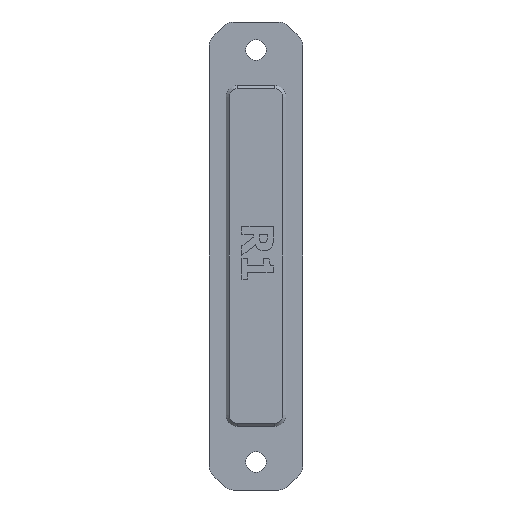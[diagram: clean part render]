
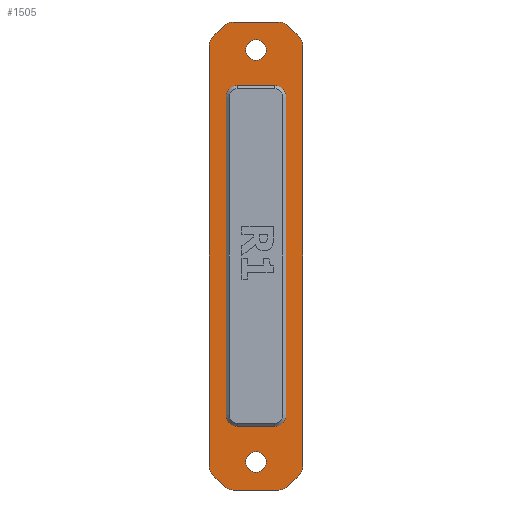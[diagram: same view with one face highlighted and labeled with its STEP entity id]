
A CAD part, front view. The second image highlights one B-rep face of the part: STEP entity #1505.
In plain terms, the highlighted planar face has unit normal (0, -1, 0).
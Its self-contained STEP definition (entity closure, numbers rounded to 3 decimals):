
#61=CIRCLE('',#1617,2.);
#62=CIRCLE('',#1620,2.);
#63=CIRCLE('',#1623,2.);
#64=CIRCLE('',#1626,2.);
#67=CIRCLE('',#1632,2.);
#68=CIRCLE('',#1633,2.);
#69=CIRCLE('',#1634,2.);
#70=CIRCLE('',#1635,2.);
#71=CIRCLE('',#1636,1.8);
#72=CIRCLE('',#1637,1.8);
#73=CIRCLE('',#1638,1.8);
#74=CIRCLE('',#1639,1.8);
#75=CIRCLE('',#1640,1.65);
#76=CIRCLE('',#1641,1.65);
#86=FACE_BOUND('',#290,.T.);
#87=FACE_BOUND('',#291,.T.);
#88=FACE_BOUND('',#292,.T.);
#126=PLANE('',#1631);
#198=FACE_OUTER_BOUND('',#289,.T.);
#289=EDGE_LOOP('',(#1301,#1302,#1303,#1304,#1305,#1306,#1307,#1308,#1309,
#1310,#1311,#1312,#1313,#1314,#1315,#1316));
#290=EDGE_LOOP('',(#1317,#1318,#1319,#1320,#1321,#1322,#1323,#1324));
#291=EDGE_LOOP('',(#1325));
#292=EDGE_LOOP('',(#1326));
#431=LINE('',#2489,#589);
#434=LINE('',#2497,#592);
#437=LINE('',#2505,#595);
#440=LINE('',#2513,#598);
#441=LINE('',#2523,#599);
#442=LINE('',#2527,#600);
#443=LINE('',#2531,#601);
#444=LINE('',#2534,#602);
#445=LINE('',#2537,#603);
#446=LINE('',#2541,#604);
#447=LINE('',#2545,#605);
#448=LINE('',#2549,#606);
#589=VECTOR('',#1912,10.);
#592=VECTOR('',#1921,10.);
#595=VECTOR('',#1930,10.);
#598=VECTOR('',#1939,10.);
#599=VECTOR('',#1950,10.);
#600=VECTOR('',#1953,10.);
#601=VECTOR('',#1956,10.);
#602=VECTOR('',#1959,10.);
#603=VECTOR('',#1960,10.);
#604=VECTOR('',#1963,10.);
#605=VECTOR('',#1966,10.);
#606=VECTOR('',#1969,10.);
#754=VERTEX_POINT('',#2481);
#755=VERTEX_POINT('',#2483);
#756=VERTEX_POINT('',#2487);
#757=VERTEX_POINT('',#2491);
#758=VERTEX_POINT('',#2495);
#759=VERTEX_POINT('',#2499);
#760=VERTEX_POINT('',#2503);
#761=VERTEX_POINT('',#2507);
#762=VERTEX_POINT('',#2511);
#765=VERTEX_POINT('',#2520);
#766=VERTEX_POINT('',#2522);
#767=VERTEX_POINT('',#2524);
#768=VERTEX_POINT('',#2526);
#769=VERTEX_POINT('',#2528);
#770=VERTEX_POINT('',#2530);
#771=VERTEX_POINT('',#2532);
#772=VERTEX_POINT('',#2535);
#773=VERTEX_POINT('',#2536);
#774=VERTEX_POINT('',#2538);
#775=VERTEX_POINT('',#2540);
#776=VERTEX_POINT('',#2542);
#777=VERTEX_POINT('',#2544);
#778=VERTEX_POINT('',#2546);
#779=VERTEX_POINT('',#2548);
#780=VERTEX_POINT('',#2551);
#781=VERTEX_POINT('',#2553);
#937=EDGE_CURVE('',#754,#755,#61,.T.);
#940=EDGE_CURVE('',#756,#754,#431,.T.);
#942=EDGE_CURVE('',#757,#756,#62,.T.);
#944=EDGE_CURVE('',#758,#757,#434,.T.);
#946=EDGE_CURVE('',#759,#758,#63,.T.);
#948=EDGE_CURVE('',#760,#759,#437,.T.);
#950=EDGE_CURVE('',#761,#760,#64,.T.);
#952=EDGE_CURVE('',#762,#761,#440,.T.);
#955=EDGE_CURVE('',#765,#762,#67,.T.);
#956=EDGE_CURVE('',#766,#765,#441,.T.);
#957=EDGE_CURVE('',#767,#766,#68,.T.);
#958=EDGE_CURVE('',#768,#767,#442,.T.);
#959=EDGE_CURVE('',#769,#768,#69,.T.);
#960=EDGE_CURVE('',#770,#769,#443,.T.);
#961=EDGE_CURVE('',#771,#770,#70,.T.);
#962=EDGE_CURVE('',#755,#771,#444,.T.);
#963=EDGE_CURVE('',#772,#773,#445,.T.);
#964=EDGE_CURVE('',#773,#774,#71,.T.);
#965=EDGE_CURVE('',#774,#775,#446,.T.);
#966=EDGE_CURVE('',#775,#776,#72,.T.);
#967=EDGE_CURVE('',#776,#777,#447,.T.);
#968=EDGE_CURVE('',#777,#778,#73,.T.);
#969=EDGE_CURVE('',#778,#779,#448,.T.);
#970=EDGE_CURVE('',#779,#772,#74,.T.);
#971=EDGE_CURVE('',#780,#780,#75,.T.);
#972=EDGE_CURVE('',#781,#781,#76,.T.);
#1301=ORIENTED_EDGE('',*,*,#950,.F.);
#1302=ORIENTED_EDGE('',*,*,#952,.F.);
#1303=ORIENTED_EDGE('',*,*,#955,.F.);
#1304=ORIENTED_EDGE('',*,*,#956,.F.);
#1305=ORIENTED_EDGE('',*,*,#957,.F.);
#1306=ORIENTED_EDGE('',*,*,#958,.F.);
#1307=ORIENTED_EDGE('',*,*,#959,.F.);
#1308=ORIENTED_EDGE('',*,*,#960,.F.);
#1309=ORIENTED_EDGE('',*,*,#961,.F.);
#1310=ORIENTED_EDGE('',*,*,#962,.F.);
#1311=ORIENTED_EDGE('',*,*,#937,.F.);
#1312=ORIENTED_EDGE('',*,*,#940,.F.);
#1313=ORIENTED_EDGE('',*,*,#942,.F.);
#1314=ORIENTED_EDGE('',*,*,#944,.F.);
#1315=ORIENTED_EDGE('',*,*,#946,.F.);
#1316=ORIENTED_EDGE('',*,*,#948,.F.);
#1317=ORIENTED_EDGE('',*,*,#963,.T.);
#1318=ORIENTED_EDGE('',*,*,#964,.T.);
#1319=ORIENTED_EDGE('',*,*,#965,.T.);
#1320=ORIENTED_EDGE('',*,*,#966,.T.);
#1321=ORIENTED_EDGE('',*,*,#967,.T.);
#1322=ORIENTED_EDGE('',*,*,#968,.T.);
#1323=ORIENTED_EDGE('',*,*,#969,.T.);
#1324=ORIENTED_EDGE('',*,*,#970,.T.);
#1325=ORIENTED_EDGE('',*,*,#971,.F.);
#1326=ORIENTED_EDGE('',*,*,#972,.F.);
#1505=ADVANCED_FACE('',(#198,#86,#87,#88),#126,.F.);
#1617=AXIS2_PLACEMENT_3D('',#2484,#1906,#1907);
#1620=AXIS2_PLACEMENT_3D('',#2493,#1916,#1917);
#1623=AXIS2_PLACEMENT_3D('',#2501,#1925,#1926);
#1626=AXIS2_PLACEMENT_3D('',#2509,#1934,#1935);
#1631=AXIS2_PLACEMENT_3D('',#2519,#1946,#1947);
#1632=AXIS2_PLACEMENT_3D('',#2521,#1948,#1949);
#1633=AXIS2_PLACEMENT_3D('',#2525,#1951,#1952);
#1634=AXIS2_PLACEMENT_3D('',#2529,#1954,#1955);
#1635=AXIS2_PLACEMENT_3D('',#2533,#1957,#1958);
#1636=AXIS2_PLACEMENT_3D('',#2539,#1961,#1962);
#1637=AXIS2_PLACEMENT_3D('',#2543,#1964,#1965);
#1638=AXIS2_PLACEMENT_3D('',#2547,#1967,#1968);
#1639=AXIS2_PLACEMENT_3D('',#2550,#1970,#1971);
#1640=AXIS2_PLACEMENT_3D('',#2552,#1972,#1973);
#1641=AXIS2_PLACEMENT_3D('',#2554,#1974,#1975);
#1906=DIRECTION('center_axis',(0.,1.,0.));
#1907=DIRECTION('ref_axis',(-0.924,0.,-0.383));
#1912=DIRECTION('',(-0.707,0.,0.707));
#1916=DIRECTION('center_axis',(0.,1.,0.));
#1917=DIRECTION('ref_axis',(-0.383,0.,-0.924));
#1921=DIRECTION('',(-1.,0.,0.));
#1925=DIRECTION('center_axis',(0.,1.,0.));
#1926=DIRECTION('ref_axis',(0.383,0.,-0.924));
#1930=DIRECTION('',(-0.707,0.,-0.707));
#1934=DIRECTION('center_axis',(0.,1.,0.));
#1935=DIRECTION('ref_axis',(0.924,0.,-0.383));
#1939=DIRECTION('',(0.,0.,-1.));
#1946=DIRECTION('center_axis',(0.,1.,0.));
#1947=DIRECTION('ref_axis',(0.,0.,1.));
#1948=DIRECTION('center_axis',(0.,1.,0.));
#1949=DIRECTION('ref_axis',(0.924,0.,0.383));
#1950=DIRECTION('',(0.707,0.,-0.707));
#1951=DIRECTION('center_axis',(0.,1.,0.));
#1952=DIRECTION('ref_axis',(0.383,0.,0.924));
#1953=DIRECTION('',(1.,0.,0.));
#1954=DIRECTION('center_axis',(0.,1.,0.));
#1955=DIRECTION('ref_axis',(-0.383,0.,0.924));
#1956=DIRECTION('',(0.707,0.,0.707));
#1957=DIRECTION('center_axis',(0.,1.,0.));
#1958=DIRECTION('ref_axis',(-0.924,0.,0.383));
#1959=DIRECTION('',(0.,0.,1.));
#1960=DIRECTION('',(-1.,0.,0.));
#1961=DIRECTION('center_axis',(0.,1.,0.));
#1962=DIRECTION('ref_axis',(0.,0.,-1.));
#1963=DIRECTION('',(0.,0.,1.));
#1964=DIRECTION('center_axis',(0.,1.,0.));
#1965=DIRECTION('ref_axis',(-1.,0.,0.));
#1966=DIRECTION('',(1.,0.,0.));
#1967=DIRECTION('center_axis',(0.,1.,0.));
#1968=DIRECTION('ref_axis',(0.,0.,1.));
#1969=DIRECTION('',(0.,0.,-1.));
#1970=DIRECTION('center_axis',(0.,1.,0.));
#1971=DIRECTION('ref_axis',(1.,0.,0.));
#1972=DIRECTION('center_axis',(0.,-1.,0.));
#1973=DIRECTION('ref_axis',(1.,0.,0.));
#1974=DIRECTION('center_axis',(0.,-1.,0.));
#1975=DIRECTION('ref_axis',(1.,0.,0.));
#2481=CARTESIAN_POINT('',(-6.914,0.,-35.086));
#2483=CARTESIAN_POINT('',(-7.5,0.,-33.672));
#2484=CARTESIAN_POINT('Origin',(-5.5,0.,-33.672));
#2487=CARTESIAN_POINT('',(-5.086,0.,-36.914));
#2489=CARTESIAN_POINT('',(-13.5,0.,-28.5));
#2491=CARTESIAN_POINT('',(-3.672,0.,-37.5));
#2493=CARTESIAN_POINT('Origin',(-3.672,0.,-35.5));
#2495=CARTESIAN_POINT('',(3.672,0.,-37.5));
#2497=CARTESIAN_POINT('',(7.5,0.,-37.5));
#2499=CARTESIAN_POINT('',(5.086,0.,-36.914));
#2501=CARTESIAN_POINT('Origin',(3.672,0.,-35.5));
#2503=CARTESIAN_POINT('',(6.914,0.,-35.086));
#2505=CARTESIAN_POINT('',(13.5,0.,-28.5));
#2507=CARTESIAN_POINT('',(7.5,0.,-33.672));
#2509=CARTESIAN_POINT('Origin',(5.5,0.,-33.672));
#2511=CARTESIAN_POINT('',(7.5,0.,33.672));
#2513=CARTESIAN_POINT('',(7.5,0.,37.5));
#2519=CARTESIAN_POINT('Origin',(0.,0.,0.));
#2520=CARTESIAN_POINT('',(6.914,0.,35.086));
#2521=CARTESIAN_POINT('Origin',(5.5,0.,33.672));
#2522=CARTESIAN_POINT('',(5.086,0.,36.914));
#2523=CARTESIAN_POINT('',(13.5,0.,28.5));
#2524=CARTESIAN_POINT('',(3.672,0.,37.5));
#2525=CARTESIAN_POINT('Origin',(3.672,0.,35.5));
#2526=CARTESIAN_POINT('',(-3.672,0.,37.5));
#2527=CARTESIAN_POINT('',(-7.5,0.,37.5));
#2528=CARTESIAN_POINT('',(-5.086,0.,36.914));
#2529=CARTESIAN_POINT('Origin',(-3.672,0.,35.5));
#2530=CARTESIAN_POINT('',(-6.914,0.,35.086));
#2531=CARTESIAN_POINT('',(-13.5,0.,28.5));
#2532=CARTESIAN_POINT('',(-7.5,0.,33.672));
#2533=CARTESIAN_POINT('Origin',(-5.5,0.,33.672));
#2534=CARTESIAN_POINT('',(-7.5,0.,-37.5));
#2535=CARTESIAN_POINT('',(3.,0.,-27.3));
#2536=CARTESIAN_POINT('',(-3.,0.,-27.3));
#2537=CARTESIAN_POINT('',(-1.5,0.,-27.3));
#2538=CARTESIAN_POINT('',(-4.8,0.,-25.5));
#2539=CARTESIAN_POINT('Origin',(-3.,0.,-25.5));
#2540=CARTESIAN_POINT('',(-4.8,0.,25.5));
#2541=CARTESIAN_POINT('',(-4.8,0.,12.75));
#2542=CARTESIAN_POINT('',(-3.,0.,27.3));
#2543=CARTESIAN_POINT('Origin',(-3.,0.,25.5));
#2544=CARTESIAN_POINT('',(3.,0.,27.3));
#2545=CARTESIAN_POINT('',(1.5,0.,27.3));
#2546=CARTESIAN_POINT('',(4.8,0.,25.5));
#2547=CARTESIAN_POINT('Origin',(3.,0.,25.5));
#2548=CARTESIAN_POINT('',(4.8,0.,-25.5));
#2549=CARTESIAN_POINT('',(4.8,0.,-12.75));
#2550=CARTESIAN_POINT('Origin',(3.,0.,-25.5));
#2551=CARTESIAN_POINT('',(-1.65,0.,-33.));
#2552=CARTESIAN_POINT('Origin',(0.,0.,-33.));
#2553=CARTESIAN_POINT('',(-1.65,0.,33.));
#2554=CARTESIAN_POINT('Origin',(0.,0.,33.));
